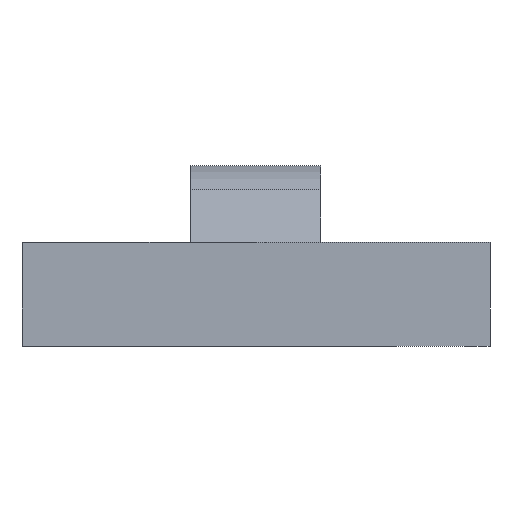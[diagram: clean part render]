
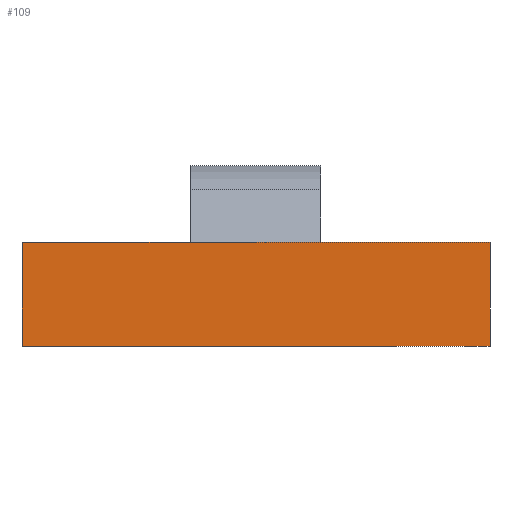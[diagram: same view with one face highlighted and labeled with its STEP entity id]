
A CAD part, front view. The second image highlights one B-rep face of the part: STEP entity #109.
In plain terms, the highlighted planar face has unit normal (0, -1, 0).
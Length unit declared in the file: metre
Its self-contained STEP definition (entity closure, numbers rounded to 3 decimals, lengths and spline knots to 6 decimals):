
#109 = ADVANCED_FACE( '', ( #236 ), #237, .F. );
#236 = FACE_OUTER_BOUND( '', #381, .T. );
#237 = PLANE( '', #382 );
#381 = EDGE_LOOP( '', ( #650, #651, #652, #653 ) );
#382 = AXIS2_PLACEMENT_3D( '', #654, #655, #656 );
#650 = ORIENTED_EDGE( '', *, *, #1004, .T. );
#651 = ORIENTED_EDGE( '', *, *, #983, .F. );
#652 = ORIENTED_EDGE( '', *, *, #1005, .F. );
#653 = ORIENTED_EDGE( '', *, *, #1006, .T. );
#654 = CARTESIAN_POINT( '', ( 0., 0., 0.004 ) );
#655 = DIRECTION( '', ( 0., 1., 0. ) );
#656 = DIRECTION( '', ( 0., 0., 1. ) );
#983 = EDGE_CURVE( '', #1217, #1215, #1219, .T. );
#1004 = EDGE_CURVE( '', #1246, #1215, #1247, .T. );
#1005 = EDGE_CURVE( '', #1248, #1217, #1249, .T. );
#1006 = EDGE_CURVE( '', #1248, #1246, #1250, .T. );
#1215 = VERTEX_POINT( '', #1544 );
#1217 = VERTEX_POINT( '', #1547 );
#1219 = LINE( '', #1550, #1551 );
#1246 = VERTEX_POINT( '', #1591 );
#1247 = LINE( '', #1592, #1593 );
#1248 = VERTEX_POINT( '', #1594 );
#1249 = LINE( '', #1595, #1596 );
#1250 = LINE( '', #1597, #1598 );
#1544 = CARTESIAN_POINT( '', ( 0.009, 0., 0. ) );
#1547 = CARTESIAN_POINT( '', ( 0.009, 0., 0.004 ) );
#1550 = CARTESIAN_POINT( '', ( 0.009, 0., 0.004 ) );
#1551 = VECTOR( '', #1798, 1. );
#1591 = CARTESIAN_POINT( '', ( -0.009, 0., 0. ) );
#1592 = CARTESIAN_POINT( '', ( 0., 0., 0. ) );
#1593 = VECTOR( '', #1812, 1. );
#1594 = CARTESIAN_POINT( '', ( -0.009, 0., 0.004 ) );
#1595 = CARTESIAN_POINT( '', ( 0., 0., 0.004 ) );
#1596 = VECTOR( '', #1813, 1. );
#1597 = CARTESIAN_POINT( '', ( -0.009, 0., 0.004 ) );
#1598 = VECTOR( '', #1814, 1. );
#1798 = DIRECTION( '', ( 0., 0., -1. ) );
#1812 = DIRECTION( '', ( 1., 0., 0. ) );
#1813 = DIRECTION( '', ( 1., 0., 0. ) );
#1814 = DIRECTION( '', ( 0., 0., -1. ) );
